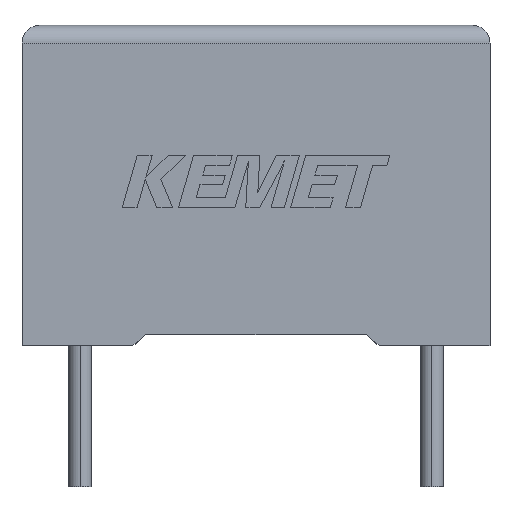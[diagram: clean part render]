
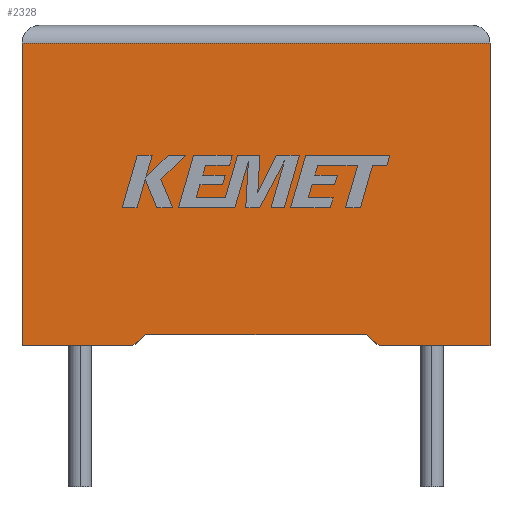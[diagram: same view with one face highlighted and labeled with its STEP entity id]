
A CAD part, top view. The second image highlights one B-rep face of the part: STEP entity #2328.
In plain terms, the highlighted planar face has unit normal (0, 0, 1).
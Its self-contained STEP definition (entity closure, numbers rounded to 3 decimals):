
#59 = ORIENTED_EDGE ( 'NONE', *, *, #2904, .T. ) ;
#139 = VECTOR ( 'NONE', #1950, 1000. ) ;
#230 = CARTESIAN_POINT ( 'NONE',  ( 6.65, 0.314, 4.2 ) ) ;
#236 = FACE_OUTER_BOUND ( 'NONE', #1723, .T. ) ;
#303 = VERTEX_POINT ( 'NONE', #1240 ) ;
#315 = CARTESIAN_POINT ( 'NONE',  ( 0., 0., 4.2 ) ) ;
#334 = ORIENTED_EDGE ( 'NONE', *, *, #1756, .F. ) ;
#442 = VECTOR ( 'NONE', #1644, 1000. ) ;
#537 = AXIS2_PLACEMENT_3D ( 'NONE', #2089, #3031, #910 ) ;
#549 = VERTEX_POINT ( 'NONE', #2389 ) ;
#588 = LINE ( 'NONE', #1530, #2761 ) ;
#646 = LINE ( 'NONE', #1150, #2035 ) ;
#652 = DIRECTION ( 'NONE',  ( 0., -1., 0. ) ) ;
#678 = LINE ( 'NONE', #2581, #2726 ) ;
#847 = VERTEX_POINT ( 'NONE', #1771 ) ;
#910 = DIRECTION ( 'NONE',  ( -1., 0., 0. ) ) ;
#952 = CARTESIAN_POINT ( 'NONE',  ( 13.3, 0., 4.2 ) ) ;
#966 = ORIENTED_EDGE ( 'NONE', *, *, #2553, .T. ) ;
#1009 = VERTEX_POINT ( 'NONE', #1933 ) ;
#1139 = EDGE_CURVE ( 'NONE', #1575, #1200, #588, .T. ) ;
#1141 = ORIENTED_EDGE ( 'NONE', *, *, #1730, .T. ) ;
#1150 = CARTESIAN_POINT ( 'NONE',  ( 0., 8.6, 4.2 ) ) ;
#1190 = LINE ( 'NONE', #952, #442 ) ;
#1200 = VERTEX_POINT ( 'NONE', #2594 ) ;
#1240 = CARTESIAN_POINT ( 'NONE',  ( 10.15, 0., 4.2 ) ) ;
#1302 = CARTESIAN_POINT ( 'NONE',  ( 0., 0., 4.2 ) ) ;
#1313 = CARTESIAN_POINT ( 'NONE',  ( 13.3, 0., 4.2 ) ) ;
#1494 = CARTESIAN_POINT ( 'NONE',  ( 13.3, 8.6, 4.2 ) ) ;
#1530 = CARTESIAN_POINT ( 'NONE',  ( 3.15, 0., 4.2 ) ) ;
#1575 = VERTEX_POINT ( 'NONE', #2115 ) ;
#1644 = DIRECTION ( 'NONE',  ( 0., 1., 0. ) ) ;
#1690 = DIRECTION ( 'NONE',  ( -1., 0., 0. ) ) ;
#1707 = DIRECTION ( 'NONE',  ( 0.762, -0.647, 0. ) ) ;
#1723 = EDGE_LOOP ( 'NONE', ( #2438, #966, #59, #1141, #3033, #334, #2055, #2884 ) ) ;
#1730 = EDGE_CURVE ( 'NONE', #1009, #1200, #2645, .T. ) ;
#1756 = EDGE_CURVE ( 'NONE', #549, #1575, #2875, .T. ) ;
#1771 = CARTESIAN_POINT ( 'NONE',  ( 0., 8.6, 4.2 ) ) ;
#1812 = VERTEX_POINT ( 'NONE', #1494 ) ;
#1933 = CARTESIAN_POINT ( 'NONE',  ( 0., 0., 4.2 ) ) ;
#1950 = DIRECTION ( 'NONE',  ( 1., 0., 0. ) ) ;
#1957 = DIRECTION ( 'NONE',  ( 1., 0., 0. ) ) ;
#2035 = VECTOR ( 'NONE', #2819, 1000. ) ;
#2053 = EDGE_CURVE ( 'NONE', #303, #2151, #2409, .T. ) ;
#2055 = ORIENTED_EDGE ( 'NONE', *, *, #2332, .T. ) ;
#2089 = CARTESIAN_POINT ( 'NONE',  ( 0., 0., 4.2 ) ) ;
#2115 = CARTESIAN_POINT ( 'NONE',  ( 3.519, 0.314, 4.2 ) ) ;
#2151 = VERTEX_POINT ( 'NONE', #1313 ) ;
#2190 = CARTESIAN_POINT ( 'NONE',  ( 0., 0., 4.2 ) ) ;
#2278 = VECTOR ( 'NONE', #1690, 1000. ) ;
#2328 = ADVANCED_FACE ( 'NONE', ( #236 ), #2608, .F. ) ;
#2329 = VECTOR ( 'NONE', #1957, 1000. ) ;
#2332 = EDGE_CURVE ( 'NONE', #549, #303, #678, .T. ) ;
#2389 = CARTESIAN_POINT ( 'NONE',  ( 9.781, 0.314, 4.2 ) ) ;
#2409 = LINE ( 'NONE', #315, #139 ) ;
#2438 = ORIENTED_EDGE ( 'NONE', *, *, #2979, .T. ) ;
#2453 = DIRECTION ( 'NONE',  ( -0.762, -0.647, 0. ) ) ;
#2553 = EDGE_CURVE ( 'NONE', #1812, #847, #646, .T. ) ;
#2581 = CARTESIAN_POINT ( 'NONE',  ( 10.15, 0., 4.2 ) ) ;
#2594 = CARTESIAN_POINT ( 'NONE',  ( 3.15, 0., 4.2 ) ) ;
#2608 = PLANE ( 'NONE',  #537 ) ;
#2645 = LINE ( 'NONE', #2190, #2329 ) ;
#2726 = VECTOR ( 'NONE', #1707, 1000. ) ;
#2730 = VECTOR ( 'NONE', #652, 1000. ) ;
#2761 = VECTOR ( 'NONE', #2453, 1000. ) ;
#2779 = LINE ( 'NONE', #1302, #2730 ) ;
#2819 = DIRECTION ( 'NONE',  ( -1., 0., 0. ) ) ;
#2875 = LINE ( 'NONE', #230, #2278 ) ;
#2884 = ORIENTED_EDGE ( 'NONE', *, *, #2053, .T. ) ;
#2904 = EDGE_CURVE ( 'NONE', #847, #1009, #2779, .T. ) ;
#2979 = EDGE_CURVE ( 'NONE', #2151, #1812, #1190, .T. ) ;
#3031 = DIRECTION ( 'NONE',  ( 0., 0., -1. ) ) ;
#3033 = ORIENTED_EDGE ( 'NONE', *, *, #1139, .F. ) ;
